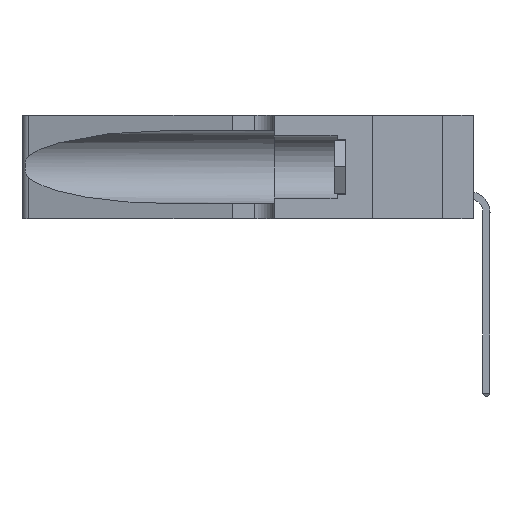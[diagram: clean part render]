
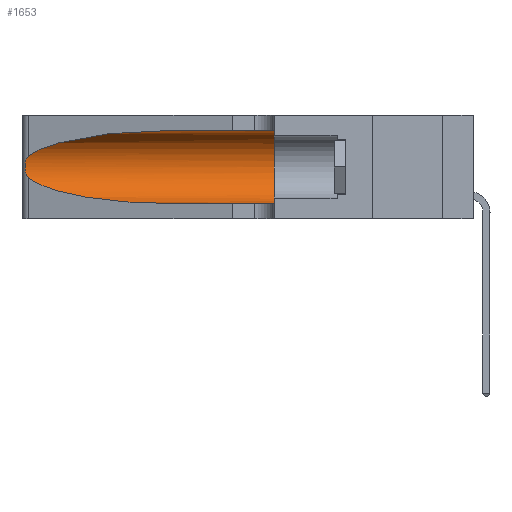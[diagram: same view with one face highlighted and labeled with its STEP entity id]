
A CAD part, left-side view. The second image highlights one B-rep face of the part: STEP entity #1653.
In plain terms, the highlighted cylindrical face has radius 3.308 mm (diameter 6.617 mm), a partial arc.
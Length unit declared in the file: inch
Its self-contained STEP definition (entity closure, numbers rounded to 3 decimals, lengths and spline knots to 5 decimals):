
#719 = CARTESIAN_POINT ( 'NONE',  ( 0.1305, 0.72297, 0.31525 ) ) ;
#1040 = VERTEX_POINT ( 'NONE', #3610 ) ;
#1241 = DIRECTION ( 'NONE',  ( 0., 1., 0. ) ) ;
#1258 = ORIENTED_EDGE ( 'NONE', *, *, #36535, .F. ) ;
#1496 = CARTESIAN_POINT ( 'NONE',  ( 0.26018, 1.23835, 0.19895 ) ) ;
#1514 = VERTEX_POINT ( 'NONE', #22561 ) ;
#1596 = CYLINDRICAL_SURFACE ( 'NONE', #4087, 0.13025 ) ;
#1653 = ADVANCED_FACE ( 'NONE', ( #38132 ), #1596, .F. ) ;
#3610 = CARTESIAN_POINT ( 'NONE',  ( 0.25487, 1.22718, 0.14631 ) ) ;
#4087 = AXIS2_PLACEMENT_3D ( 'NONE', #15619, #30238, #26931 ) ;
#4117 = VECTOR ( 'NONE', #47359, 39.37008 ) ;
#5077 = EDGE_CURVE ( 'NONE', #29101, #13521, #35416, .T. ) ;
#5948 = CARTESIAN_POINT ( 'NONE',  ( 0.1305, 0.35, 0.31525 ) ) ;
#7794 = VERTEX_POINT ( 'NONE', #17401 ) ;
#8077 = CARTESIAN_POINT ( 'NONE',  ( 0.25487, 1.22718, 0.14631 ) ) ;
#8172 = DIRECTION ( 'NONE',  ( 0., -1., 0. ) ) ;
#9017 =( BOUNDED_CURVE ( )  B_SPLINE_CURVE ( 3, ( #20475, #38495, #15820, #45606 ),
 .UNSPECIFIED., .F., .T. ) 
 B_SPLINE_CURVE_WITH_KNOTS ( ( 4, 4 ),
 ( 1.5708, 2.84003 ),
 .UNSPECIFIED. ) 
 CURVE ( )  GEOMETRIC_REPRESENTATION_ITEM ( )  RATIONAL_B_SPLINE_CURVE ( ( 1., 0.87, 0.87, 1. ) ) 
 REPRESENTATION_ITEM ( '' )  );
#12293 = EDGE_CURVE ( 'NONE', #39652, #1514, #27528, .T. ) ;
#12728 = CARTESIAN_POINT ( 'NONE',  ( 0.25787, 1.23484, 0.2124 ) ) ;
#13521 = VERTEX_POINT ( 'NONE', #5948 ) ;
#15619 = CARTESIAN_POINT ( 'NONE',  ( 0.1305, 1.61858, 0.185 ) ) ;
#15820 = CARTESIAN_POINT ( 'NONE',  ( 0.2373, 1.15595, 0.28018 ) ) ;
#17401 = CARTESIAN_POINT ( 'NONE',  ( 0.25487, 1.22718, 0.22369 ) ) ;
#17822 = B_SPLINE_CURVE_WITH_KNOTS ( 'NONE', 3,
 ( #27505, #23124, #43506, #12728, #20321, #1496, #35455, #28026, #35793, #18526, #41220, #36122, #21838, #8077 ),
 .UNSPECIFIED., .F., .F.,
 ( 4, 2, 2, 2, 2, 2, 4 ),
 ( 0., 0.00027, 0.00053, 0.00107, 0.0016, 0.00187, 0.00214 ),
 .UNSPECIFIED. ) ;
#18526 = CARTESIAN_POINT ( 'NONE',  ( 0.25856, 1.23593, 0.16098 ) ) ;
#18857 = ORIENTED_EDGE ( 'NONE', *, *, #28153, .T. ) ;
#19699 = ORIENTED_EDGE ( 'NONE', *, *, #40251, .T. ) ;
#19840 = ORIENTED_EDGE ( 'NONE', *, *, #12293, .T. ) ;
#20174 =( BOUNDED_CURVE ( )  B_SPLINE_CURVE ( 3, ( #21608, #44771, #40349, #48577 ),
 .UNSPECIFIED., .F., .F. ) 
 B_SPLINE_CURVE_WITH_KNOTS ( ( 4, 4 ),
 ( 3.44316, 4.71239 ),
 .UNSPECIFIED. ) 
 CURVE ( )  GEOMETRIC_REPRESENTATION_ITEM ( )  RATIONAL_B_SPLINE_CURVE ( ( 1., 0.87, 0.87, 1. ) ) 
 REPRESENTATION_ITEM ( '' )  );
#20321 = CARTESIAN_POINT ( 'NONE',  ( 0.25854, 1.2359, 0.20912 ) ) ;
#20475 = CARTESIAN_POINT ( 'NONE',  ( 0.1305, 0.72297, 0.31525 ) ) ;
#21608 = CARTESIAN_POINT ( 'NONE',  ( 0.25487, 1.22718, 0.14631 ) ) ;
#21838 = CARTESIAN_POINT ( 'NONE',  ( 0.25555, 1.22993, 0.14849 ) ) ;
#22561 = CARTESIAN_POINT ( 'NONE',  ( 0.1305, 0.35, 0.05475 ) ) ;
#23124 = CARTESIAN_POINT ( 'NONE',  ( 0.25555, 1.22994, 0.2215 ) ) ;
#25244 = VECTOR ( 'NONE', #8172, 39.37008 ) ;
#25395 = ORIENTED_EDGE ( 'NONE', *, *, #5077, .F. ) ;
#25841 = CARTESIAN_POINT ( 'NONE',  ( 0.1305, 1.61858, 0.05475 ) ) ;
#26505 = CARTESIAN_POINT ( 'NONE',  ( 0.1305, 0.72297, 0.05475 ) ) ;
#26931 = DIRECTION ( 'NONE',  ( 0., 0., -1. ) ) ;
#27505 = CARTESIAN_POINT ( 'NONE',  ( 0.25487, 1.22718, 0.22369 ) ) ;
#27528 = LINE ( 'NONE', #25841, #25244 ) ;
#27584 = DIRECTION ( 'NONE',  ( 0., 0., 1. ) ) ;
#28026 = CARTESIAN_POINT ( 'NONE',  ( 0.26075, 1.23896, 0.178 ) ) ;
#28153 = EDGE_CURVE ( 'NONE', #7794, #1040, #17822, .T. ) ;
#29101 = VERTEX_POINT ( 'NONE', #719 ) ;
#30238 = DIRECTION ( 'NONE',  ( 0., -1., 0. ) ) ;
#32629 = AXIS2_PLACEMENT_3D ( 'NONE', #42741, #1241, #27584 ) ;
#34277 = ORIENTED_EDGE ( 'NONE', *, *, #35516, .T. ) ;
#35416 = LINE ( 'NONE', #38270, #4117 ) ;
#35455 = CARTESIAN_POINT ( 'NONE',  ( 0.26075, 1.23896, 0.19203 ) ) ;
#35516 = EDGE_CURVE ( 'NONE', #29101, #7794, #9017, .T. ) ;
#35793 = CARTESIAN_POINT ( 'NONE',  ( 0.26017, 1.23833, 0.17102 ) ) ;
#35842 = EDGE_LOOP ( 'NONE', ( #34277, #18857, #19699, #19840, #1258, #25395 ) ) ;
#36122 = CARTESIAN_POINT ( 'NONE',  ( 0.25639, 1.23186, 0.15144 ) ) ;
#36535 = EDGE_CURVE ( 'NONE', #13521, #1514, #44444, .T. ) ;
#38132 = FACE_OUTER_BOUND ( 'NONE', #35842, .T. ) ;
#38270 = CARTESIAN_POINT ( 'NONE',  ( 0.1305, 1.61858, 0.31525 ) ) ;
#38495 = CARTESIAN_POINT ( 'NONE',  ( 0.18966, 0.96281, 0.31525 ) ) ;
#39652 = VERTEX_POINT ( 'NONE', #26505 ) ;
#40251 = EDGE_CURVE ( 'NONE', #1040, #39652, #20174, .T. ) ;
#40349 = CARTESIAN_POINT ( 'NONE',  ( 0.18966, 0.96281, 0.05475 ) ) ;
#41220 = CARTESIAN_POINT ( 'NONE',  ( 0.25789, 1.23486, 0.15765 ) ) ;
#42741 = CARTESIAN_POINT ( 'NONE',  ( 0.1305, 0.35, 0.185 ) ) ;
#43506 = CARTESIAN_POINT ( 'NONE',  ( 0.25639, 1.23184, 0.21858 ) ) ;
#44444 = CIRCLE ( 'NONE', #32629, 0.13025 ) ;
#44771 = CARTESIAN_POINT ( 'NONE',  ( 0.2373, 1.15595, 0.08982 ) ) ;
#45606 = CARTESIAN_POINT ( 'NONE',  ( 0.25487, 1.22718, 0.22369 ) ) ;
#47359 = DIRECTION ( 'NONE',  ( 0., -1., 0. ) ) ;
#48577 = CARTESIAN_POINT ( 'NONE',  ( 0.1305, 0.72297, 0.05475 ) ) ;
